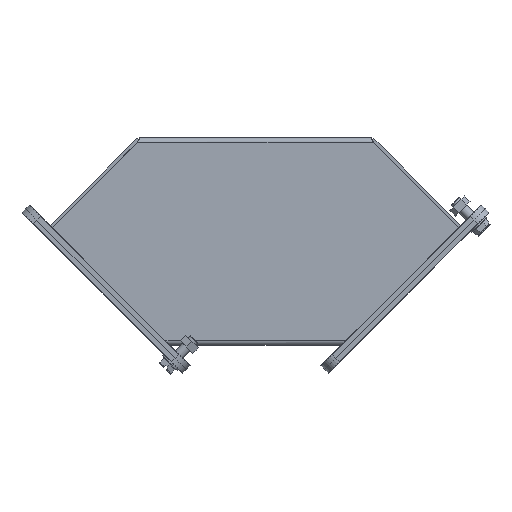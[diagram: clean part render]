
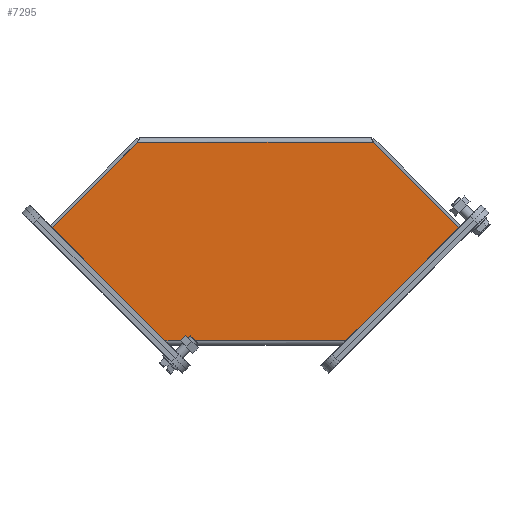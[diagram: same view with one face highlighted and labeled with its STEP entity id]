
A CAD part, front view. The second image highlights one B-rep face of the part: STEP entity #7295.
In plain terms, the highlighted planar face has unit normal (0, -1, 0).
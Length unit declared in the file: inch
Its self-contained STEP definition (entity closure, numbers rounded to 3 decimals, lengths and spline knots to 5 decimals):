
#230 = DIRECTION ( 'NONE',  ( -0.707, 0., 0.707 ) ) ;
#344 = CARTESIAN_POINT ( 'NONE',  ( 2.1405, -2., 0.108 ) ) ;
#349 = EDGE_CURVE ( 'NONE', #6246, #12682, #2791, .T. ) ;
#1135 = EDGE_LOOP ( 'NONE', ( #15701, #2423, #5315, #12762, #3295, #5871 ) ) ;
#1456 = DIRECTION ( 'NONE',  ( 0.707, 0., 0.707 ) ) ;
#2423 = ORIENTED_EDGE ( 'NONE', *, *, #349, .F. ) ;
#2720 = LINE ( 'NONE', #3049, #3579 ) ;
#2791 = LINE ( 'NONE', #14519, #14957 ) ;
#2806 = EDGE_CURVE ( 'NONE', #12122, #8894, #3539, .T. ) ;
#2990 = CARTESIAN_POINT ( 'NONE',  ( 4.81025, -2., 2.77775 ) ) ;
#3049 = CARTESIAN_POINT ( 'NONE',  ( -2.755, -2., 4.833 ) ) ;
#3295 = ORIENTED_EDGE ( 'NONE', *, *, #16079, .F. ) ;
#3375 = DIRECTION ( 'NONE',  ( -1., 0., 0. ) ) ;
#3539 = LINE ( 'NONE', #4553, #9910 ) ;
#3579 = VECTOR ( 'NONE', #1456, 39.37008 ) ;
#4332 = LINE ( 'NONE', #2990, #7857 ) ;
#4553 = CARTESIAN_POINT ( 'NONE',  ( -4.81025, -2., 4.797 ) ) ;
#5315 = ORIENTED_EDGE ( 'NONE', *, *, #5603, .F. ) ;
#5603 = EDGE_CURVE ( 'NONE', #12122, #6246, #4332, .T. ) ;
#5871 = ORIENTED_EDGE ( 'NONE', *, *, #8528, .F. ) ;
#6246 = VERTEX_POINT ( 'NONE', #13762 ) ;
#6253 = DIRECTION ( 'NONE',  ( 1., 0., 0. ) ) ;
#6380 = LINE ( 'NONE', #16584, #11495 ) ;
#6695 = CARTESIAN_POINT ( 'NONE',  ( -2.1405, -2., 0.108 ) ) ;
#6938 = DIRECTION ( 'NONE',  ( 0., 0., -1. ) ) ;
#7295 = ADVANCED_FACE ( 'NONE', ( #13623 ), #8355, .T. ) ;
#7857 = VECTOR ( 'NONE', #9360, 39.37008 ) ;
#8236 = DIRECTION ( 'NONE',  ( -0.707, 0., -0.707 ) ) ;
#8355 = PLANE ( 'NONE',  #12676 ) ;
#8528 = EDGE_CURVE ( 'NONE', #16365, #15350, #6380, .T. ) ;
#8894 = VERTEX_POINT ( 'NONE', #10628 ) ;
#9360 = DIRECTION ( 'NONE',  ( 0.707, 0., -0.707 ) ) ;
#9469 = EDGE_CURVE ( 'NONE', #16365, #12682, #11185, .T. ) ;
#9810 = CARTESIAN_POINT ( 'NONE',  ( -4.81025, -2., 2.77775 ) ) ;
#9910 = VECTOR ( 'NONE', #3375, 39.37008 ) ;
#10628 = CARTESIAN_POINT ( 'NONE',  ( -2.791, -2., 4.797 ) ) ;
#11185 = LINE ( 'NONE', #11439, #14854 ) ;
#11439 = CARTESIAN_POINT ( 'NONE',  ( -4.81025, -2., 0.108 ) ) ;
#11495 = VECTOR ( 'NONE', #230, 39.37008 ) ;
#12122 = VERTEX_POINT ( 'NONE', #13044 ) ;
#12676 = AXIS2_PLACEMENT_3D ( 'NONE', #15805, #13460, #6938 ) ;
#12682 = VERTEX_POINT ( 'NONE', #344 ) ;
#12762 = ORIENTED_EDGE ( 'NONE', *, *, #2806, .T. ) ;
#13044 = CARTESIAN_POINT ( 'NONE',  ( 2.791, -2., 4.797 ) ) ;
#13460 = DIRECTION ( 'NONE',  ( 0., -1., 0. ) ) ;
#13623 = FACE_OUTER_BOUND ( 'NONE', #1135, .T. ) ;
#13762 = CARTESIAN_POINT ( 'NONE',  ( 4.81025, -2., 2.77775 ) ) ;
#14519 = CARTESIAN_POINT ( 'NONE',  ( 2.0325, -2., 0. ) ) ;
#14854 = VECTOR ( 'NONE', #6253, 39.37008 ) ;
#14957 = VECTOR ( 'NONE', #8236, 39.37008 ) ;
#15350 = VERTEX_POINT ( 'NONE', #9810 ) ;
#15701 = ORIENTED_EDGE ( 'NONE', *, *, #9469, .T. ) ;
#15805 = CARTESIAN_POINT ( 'NONE',  ( -4.81025, -2., 4.833 ) ) ;
#16079 = EDGE_CURVE ( 'NONE', #15350, #8894, #2720, .T. ) ;
#16365 = VERTEX_POINT ( 'NONE', #6695 ) ;
#16584 = CARTESIAN_POINT ( 'NONE',  ( -4.81025, -2., 2.77775 ) ) ;
